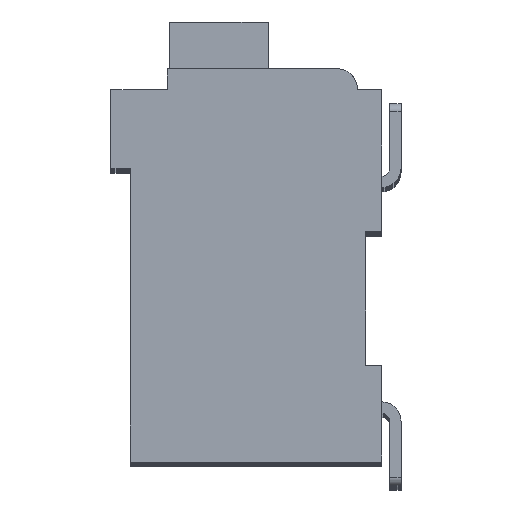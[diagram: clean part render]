
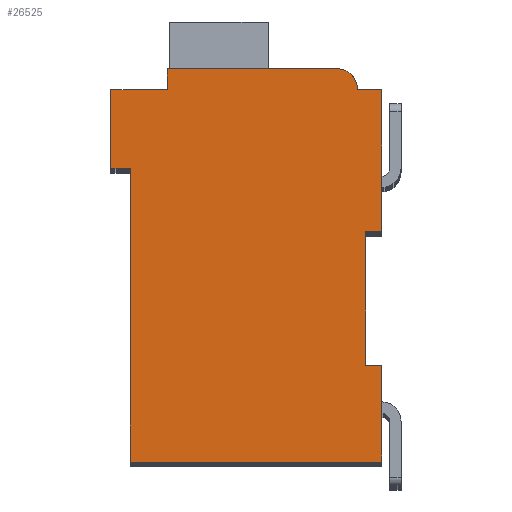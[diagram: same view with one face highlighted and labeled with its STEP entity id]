
A CAD part, top view. The second image highlights one B-rep face of the part: STEP entity #26525.
In plain terms, the highlighted planar face has unit normal (0, 0, 1).
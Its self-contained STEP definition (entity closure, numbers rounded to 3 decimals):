
#8266=DIRECTION('',(1.,0.,0.));
#8267=VECTOR('',#8266,0.5);
#8268=CARTESIAN_POINT('',(7.3,7.15,2.1));
#8269=LINE('',#8268,#8267);
#8270=DIRECTION('',(0.,1.,0.));
#8271=VECTOR('',#8270,4.15);
#8272=CARTESIAN_POINT('',(7.3,3.,2.1));
#8273=LINE('',#8272,#8271);
#8274=DIRECTION('',(-1.,0.,0.));
#8275=VECTOR('',#8274,0.5);
#8276=CARTESIAN_POINT('',(7.8,3.,2.1));
#8277=LINE('',#8276,#8275);
#8278=DIRECTION('',(0.,1.,0.));
#8279=VECTOR('',#8278,3.);
#8280=CARTESIAN_POINT('',(7.8,0.,2.1));
#8281=LINE('',#8280,#8279);
#8282=DIRECTION('',(1.,0.,0.));
#8283=VECTOR('',#8282,7.8);
#8284=CARTESIAN_POINT('',(0.,0.,2.1));
#8285=LINE('',#8284,#8283);
#8286=DIRECTION('',(0.,-1.,0.));
#8287=VECTOR('',#8286,9.1);
#8288=CARTESIAN_POINT('',(0.,9.1,2.1));
#8289=LINE('',#8288,#8287);
#8290=DIRECTION('',(1.,0.,0.));
#8291=VECTOR('',#8290,0.6);
#8292=CARTESIAN_POINT('',(-0.6,9.1,2.1));
#8293=LINE('',#8292,#8291);
#8294=DIRECTION('',(0.,-1.,0.));
#8295=VECTOR('',#8294,2.45);
#8296=CARTESIAN_POINT('',(-0.6,11.55,2.1));
#8297=LINE('',#8296,#8295);
#8298=DIRECTION('',(-1.,0.,0.));
#8299=VECTOR('',#8298,1.75);
#8300=CARTESIAN_POINT('',(1.15,11.55,2.1));
#8301=LINE('',#8300,#8299);
#8302=DIRECTION('',(0.,-1.,0.));
#8303=VECTOR('',#8302,0.65);
#8304=CARTESIAN_POINT('',(1.15,12.2,2.1));
#8305=LINE('',#8304,#8303);
#8306=DIRECTION('',(-1.,0.,0.));
#8307=VECTOR('',#8306,5.25);
#8308=CARTESIAN_POINT('',(6.4,12.2,2.1));
#8309=LINE('',#8308,#8307);
#8310=CARTESIAN_POINT('',(6.4,11.55,2.1));
#8311=DIRECTION('',(0.,0.,1.));
#8312=DIRECTION('',(1.,0.,0.));
#8313=AXIS2_PLACEMENT_3D('',#8310,#8311,#8312);
#8315=DIRECTION('',(-1.,0.,0.));
#8316=VECTOR('',#8315,0.75);
#8317=CARTESIAN_POINT('',(7.8,11.55,2.1));
#8318=LINE('',#8317,#8316);
#8319=DIRECTION('',(0.,1.,0.));
#8320=VECTOR('',#8319,4.4);
#8321=CARTESIAN_POINT('',(7.8,7.15,2.1));
#8322=LINE('',#8321,#8320);
#13195=CARTESIAN_POINT('',(7.3,7.15,2.1));
#13196=CARTESIAN_POINT('',(7.8,7.15,2.1));
#13197=VERTEX_POINT('',#13195);
#13198=VERTEX_POINT('',#13196);
#13199=CARTESIAN_POINT('',(7.8,11.55,2.1));
#13200=VERTEX_POINT('',#13199);
#13201=CARTESIAN_POINT('',(7.05,11.55,2.1));
#13202=VERTEX_POINT('',#13201);
#13203=CARTESIAN_POINT('',(6.4,12.2,2.1));
#13204=VERTEX_POINT('',#13203);
#13205=CARTESIAN_POINT('',(1.15,12.2,2.1));
#13206=VERTEX_POINT('',#13205);
#13207=CARTESIAN_POINT('',(1.15,11.55,2.1));
#13208=VERTEX_POINT('',#13207);
#13209=CARTESIAN_POINT('',(-0.6,11.55,2.1));
#13210=VERTEX_POINT('',#13209);
#13211=CARTESIAN_POINT('',(-0.6,9.1,2.1));
#13212=VERTEX_POINT('',#13211);
#13213=CARTESIAN_POINT('',(0.,9.1,2.1));
#13214=VERTEX_POINT('',#13213);
#13215=CARTESIAN_POINT('',(0.,0.,2.1));
#13216=VERTEX_POINT('',#13215);
#13217=CARTESIAN_POINT('',(7.8,0.,2.1));
#13218=VERTEX_POINT('',#13217);
#13219=CARTESIAN_POINT('',(7.8,3.,2.1));
#13220=VERTEX_POINT('',#13219);
#13221=CARTESIAN_POINT('',(7.3,3.,2.1));
#13222=VERTEX_POINT('',#13221);
#26504=CARTESIAN_POINT('',(0.,0.,2.1));
#26505=DIRECTION('',(0.,0.,1.));
#26506=DIRECTION('',(1.,0.,0.));
#26507=AXIS2_PLACEMENT_3D('',#26504,#26505,#26506);
#26508=PLANE('',#26507);
#26509=ORIENTED_EDGE('',*,*,#17356,.F.);
#26510=ORIENTED_EDGE('',*,*,#17974,.F.);
#26511=ORIENTED_EDGE('',*,*,#22426,.F.);
#26512=ORIENTED_EDGE('',*,*,#22751,.F.);
#26513=ORIENTED_EDGE('',*,*,#23132,.F.);
#26514=ORIENTED_EDGE('',*,*,#23690,.F.);
#26515=ORIENTED_EDGE('',*,*,#23868,.F.);
#26516=ORIENTED_EDGE('',*,*,#24229,.F.);
#26517=ORIENTED_EDGE('',*,*,#24637,.F.);
#26518=ORIENTED_EDGE('',*,*,#25234,.F.);
#26519=ORIENTED_EDGE('',*,*,#25700,.F.);
#26520=ORIENTED_EDGE('',*,*,#24688,.F.);
#26521=ORIENTED_EDGE('',*,*,#25065,.F.);
#26522=ORIENTED_EDGE('',*,*,#17869,.F.);
#26523=EDGE_LOOP('',(#26509,#26510,#26511,#26512,#26513,#26514,#26515,#26516,
#26517,#26518,#26519,#26520,#26521,#26522));
#26524=FACE_OUTER_BOUND('',#26523,.F.);
#8314=CIRCLE('',#8313,0.65);
#17356=EDGE_CURVE('',#13197,#13198,#8269,.T.);
#17869=EDGE_CURVE('',#13198,#13200,#8322,.T.);
#17974=EDGE_CURVE('',#13222,#13197,#8273,.T.);
#22426=EDGE_CURVE('',#13220,#13222,#8277,.T.);
#22751=EDGE_CURVE('',#13218,#13220,#8281,.T.);
#23132=EDGE_CURVE('',#13216,#13218,#8285,.T.);
#23690=EDGE_CURVE('',#13214,#13216,#8289,.T.);
#23868=EDGE_CURVE('',#13212,#13214,#8293,.T.);
#24229=EDGE_CURVE('',#13210,#13212,#8297,.T.);
#24637=EDGE_CURVE('',#13208,#13210,#8301,.T.);
#24688=EDGE_CURVE('',#13202,#13204,#8314,.T.);
#25065=EDGE_CURVE('',#13200,#13202,#8318,.T.);
#25234=EDGE_CURVE('',#13206,#13208,#8305,.T.);
#25700=EDGE_CURVE('',#13204,#13206,#8309,.T.);
#26525=ADVANCED_FACE('',(#26524),#26508,.T.);
